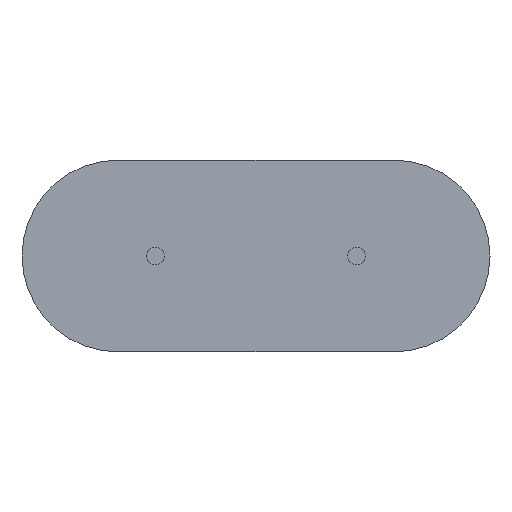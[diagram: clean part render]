
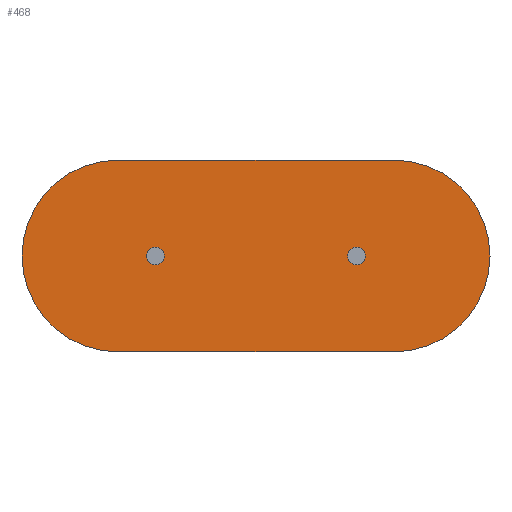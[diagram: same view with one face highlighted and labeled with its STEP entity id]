
A CAD part, front view. The second image highlights one B-rep face of the part: STEP entity #468.
In plain terms, the highlighted planar face has unit normal (0, -1, 0).
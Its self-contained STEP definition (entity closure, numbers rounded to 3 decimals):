
#7 = EDGE_CURVE ( 'NONE', #34, #343, #267, .T. ) ;
#19 = CIRCLE ( 'NONE', #102, 2.325 ) ;
#22 = EDGE_LOOP ( 'NONE', ( #379, #207, #537, #444 ) ) ;
#29 = DIRECTION ( 'NONE',  ( 0., 0., 1. ) ) ;
#33 = EDGE_CURVE ( 'NONE', #485, #560, #181, .T. ) ;
#34 = VERTEX_POINT ( 'NONE', #206 ) ;
#48 = DIRECTION ( 'NONE',  ( 0., 0., 1. ) ) ;
#67 = CIRCLE ( 'NONE', #426, 0.215 ) ;
#68 = EDGE_CURVE ( 'NONE', #560, #485, #193, .T. ) ;
#70 = ORIENTED_EDGE ( 'NONE', *, *, #434, .F. ) ;
#92 = LINE ( 'NONE', #316, #577 ) ;
#97 = EDGE_CURVE ( 'NONE', #186, #365, #67, .T. ) ;
#102 = AXIS2_PLACEMENT_3D ( 'NONE', #590, #408, #353 ) ;
#128 = DIRECTION ( 'NONE',  ( 0., -1., 0. ) ) ;
#129 = VERTEX_POINT ( 'NONE', #263 ) ;
#142 = PLANE ( 'NONE',  #419 ) ;
#143 = FACE_OUTER_BOUND ( 'NONE', #22, .T. ) ;
#168 = CARTESIAN_POINT ( 'NONE',  ( 2.644, 0., 0. ) ) ;
#181 = CIRCLE ( 'NONE', #256, 0.215 ) ;
#186 = VERTEX_POINT ( 'NONE', #580 ) ;
#187 = ORIENTED_EDGE ( 'NONE', *, *, #33, .F. ) ;
#189 = CARTESIAN_POINT ( 'NONE',  ( -2.236, 0., 0. ) ) ;
#190 = EDGE_CURVE ( 'NONE', #343, #611, #225, .T. ) ;
#193 = CIRCLE ( 'NONE', #549, 0.215 ) ;
#195 = EDGE_CURVE ( 'NONE', #129, #34, #19, .T. ) ;
#202 = CARTESIAN_POINT ( 'NONE',  ( -3.146, 0., 0. ) ) ;
#205 = FACE_BOUND ( 'NONE', #348, .T. ) ;
#206 = CARTESIAN_POINT ( 'NONE',  ( 3.554, 0., -2.325 ) ) ;
#207 = ORIENTED_EDGE ( 'NONE', *, *, #7, .F. ) ;
#214 = DIRECTION ( 'NONE',  ( 0., 0., 1. ) ) ;
#216 = DIRECTION ( 'NONE',  ( 0., 1., 0. ) ) ;
#225 = CIRCLE ( 'NONE', #264, 2.325 ) ;
#249 = CARTESIAN_POINT ( 'NONE',  ( -3.146, 0., 2.325 ) ) ;
#254 = CARTESIAN_POINT ( 'NONE',  ( -3.146, 0., -2.325 ) ) ;
#256 = AXIS2_PLACEMENT_3D ( 'NONE', #168, #499, #29 ) ;
#263 = CARTESIAN_POINT ( 'NONE',  ( 3.554, 0., 2.325 ) ) ;
#264 = AXIS2_PLACEMENT_3D ( 'NONE', #202, #216, #405 ) ;
#267 = LINE ( 'NONE', #254, #274 ) ;
#268 = CARTESIAN_POINT ( 'NONE',  ( -2.236, 0., 0. ) ) ;
#272 = EDGE_CURVE ( 'NONE', #611, #129, #92, .T. ) ;
#274 = VECTOR ( 'NONE', #591, 1000. ) ;
#286 = CARTESIAN_POINT ( 'NONE',  ( -3.146, 0., 0. ) ) ;
#294 = CARTESIAN_POINT ( 'NONE',  ( 2.644, 0., 0.215 ) ) ;
#316 = CARTESIAN_POINT ( 'NONE',  ( -3.146, 0., 2.325 ) ) ;
#340 = CARTESIAN_POINT ( 'NONE',  ( 2.644, 0., -0.215 ) ) ;
#343 = VERTEX_POINT ( 'NONE', #550 ) ;
#348 = EDGE_LOOP ( 'NONE', ( #187, #450 ) ) ;
#353 = DIRECTION ( 'NONE',  ( 0., 0., 1. ) ) ;
#365 = VERTEX_POINT ( 'NONE', #506 ) ;
#372 = DIRECTION ( 'NONE',  ( 0., -1., 0. ) ) ;
#373 = AXIS2_PLACEMENT_3D ( 'NONE', #189, #372, #48 ) ;
#377 = DIRECTION ( 'NONE',  ( 0., 1., 0. ) ) ;
#379 = ORIENTED_EDGE ( 'NONE', *, *, #190, .F. ) ;
#392 = FACE_BOUND ( 'NONE', #402, .T. ) ;
#402 = EDGE_LOOP ( 'NONE', ( #70, #491 ) ) ;
#405 = DIRECTION ( 'NONE',  ( 0., 0., 1. ) ) ;
#408 = DIRECTION ( 'NONE',  ( 0., 1., 0. ) ) ;
#414 = DIRECTION ( 'NONE',  ( 1., 0., 0. ) ) ;
#419 = AXIS2_PLACEMENT_3D ( 'NONE', #286, #377, #474 ) ;
#426 = AXIS2_PLACEMENT_3D ( 'NONE', #268, #128, #214 ) ;
#434 = EDGE_CURVE ( 'NONE', #365, #186, #467, .T. ) ;
#444 = ORIENTED_EDGE ( 'NONE', *, *, #272, .F. ) ;
#450 = ORIENTED_EDGE ( 'NONE', *, *, #68, .F. ) ;
#467 = CIRCLE ( 'NONE', #373, 0.215 ) ;
#468 = ADVANCED_FACE ( 'NONE', ( #205, #392, #143 ), #142, .F. ) ;
#474 = DIRECTION ( 'NONE',  ( 0., 0., 1. ) ) ;
#485 = VERTEX_POINT ( 'NONE', #294 ) ;
#491 = ORIENTED_EDGE ( 'NONE', *, *, #97, .F. ) ;
#499 = DIRECTION ( 'NONE',  ( 0., -1., 0. ) ) ;
#502 = DIRECTION ( 'NONE',  ( 0., 0., 1. ) ) ;
#506 = CARTESIAN_POINT ( 'NONE',  ( -2.236, 0., 0.215 ) ) ;
#537 = ORIENTED_EDGE ( 'NONE', *, *, #195, .F. ) ;
#541 = CARTESIAN_POINT ( 'NONE',  ( 2.644, 0., 0. ) ) ;
#548 = DIRECTION ( 'NONE',  ( 0., -1., 0. ) ) ;
#549 = AXIS2_PLACEMENT_3D ( 'NONE', #541, #548, #502 ) ;
#550 = CARTESIAN_POINT ( 'NONE',  ( -3.146, 0., -2.325 ) ) ;
#560 = VERTEX_POINT ( 'NONE', #340 ) ;
#577 = VECTOR ( 'NONE', #414, 1000. ) ;
#580 = CARTESIAN_POINT ( 'NONE',  ( -2.236, 0., -0.215 ) ) ;
#590 = CARTESIAN_POINT ( 'NONE',  ( 3.554, 0., 0. ) ) ;
#591 = DIRECTION ( 'NONE',  ( -1., 0., 0. ) ) ;
#611 = VERTEX_POINT ( 'NONE', #249 ) ;
